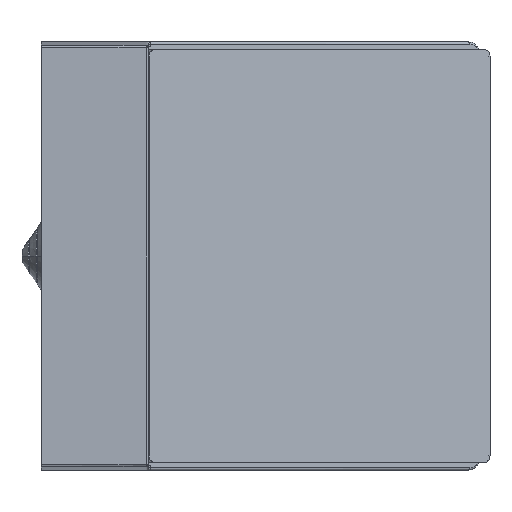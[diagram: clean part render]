
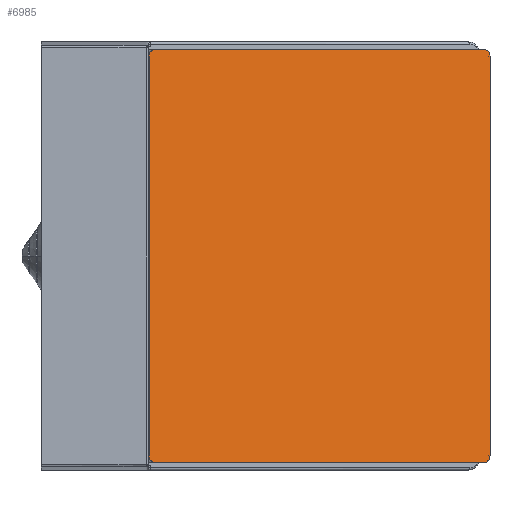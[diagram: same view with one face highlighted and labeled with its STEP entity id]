
A CAD part, front view. The second image highlights one B-rep face of the part: STEP entity #6985.
In plain terms, the highlighted planar face has unit normal (0.5, -0.866, 0).
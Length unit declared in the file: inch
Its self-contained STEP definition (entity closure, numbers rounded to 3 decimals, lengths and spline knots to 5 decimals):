
#803=CARTESIAN_POINT('',(0.04675,-0.31396,
1.83838));
#804=CARTESIAN_POINT('',(0.04675,-0.31396,
1.84454));
#805=CARTESIAN_POINT('',(0.04845,-0.31298,
1.85695));
#806=CARTESIAN_POINT('',(0.05583,-0.30872,
1.87367));
#807=CARTESIAN_POINT('',(0.06734,-0.30208,
1.88695));
#808=CARTESIAN_POINT('',(0.08182,-0.29372,
1.89547));
#809=CARTESIAN_POINT('',(0.09256,-0.28752,
1.89743));
#810=CARTESIAN_POINT('',(0.09789,-0.28444,
1.89743));
#955=CARTESIAN_POINT('',(3.12954,1.46588,-1.89743));
#956=CARTESIAN_POINT('',(3.13487,1.46896,-1.89743));
#957=CARTESIAN_POINT('',(3.14561,1.47517,-1.89547));
#958=CARTESIAN_POINT('',(3.16009,1.48353,-1.88695));
#959=CARTESIAN_POINT('',(3.1716,1.49017,-1.87367));
#960=CARTESIAN_POINT('',(3.17898,1.49443,-1.85695));
#961=CARTESIAN_POINT('',(3.18067,1.49541,-1.84454));
#962=CARTESIAN_POINT('',(3.18067,1.49541,-1.83838));
#964=DIRECTION('',(0.866,0.5,0.));
#965=VECTOR('',#964,3.50064);
#966=CARTESIAN_POINT('',(0.09789,-0.28444,
-1.89743));
#967=LINE('',#966,#965);
#968=CARTESIAN_POINT('',(0.04675,-0.31396,
-1.83838));
#969=CARTESIAN_POINT('',(0.04675,-0.31396,
-1.84454));
#970=CARTESIAN_POINT('',(0.04845,-0.31298,
-1.85694));
#971=CARTESIAN_POINT('',(0.05583,-0.30872,
-1.87366));
#972=CARTESIAN_POINT('',(0.06734,-0.30208,
-1.88695));
#973=CARTESIAN_POINT('',(0.08182,-0.29372,
-1.89547));
#974=CARTESIAN_POINT('',(0.09256,-0.28752,
-1.89743));
#975=CARTESIAN_POINT('',(0.09789,-0.28444,
-1.89743));
#977=DIRECTION('',(0.,0.,-1.));
#978=VECTOR('',#977,3.67677);
#979=CARTESIAN_POINT('',(0.04675,-0.31396,
1.83838));
#980=LINE('',#979,#978);
#981=DIRECTION('',(-0.866,-0.5,0.));
#982=VECTOR('',#981,3.50064);
#983=CARTESIAN_POINT('',(3.12954,1.46588,1.89743));
#984=LINE('',#983,#982);
#985=CARTESIAN_POINT('',(3.18067,1.49541,1.83838));
#986=CARTESIAN_POINT('',(3.18067,1.49541,1.84454));
#987=CARTESIAN_POINT('',(3.17898,1.49443,1.85695));
#988=CARTESIAN_POINT('',(3.1716,1.49017,1.87366));
#989=CARTESIAN_POINT('',(3.16009,1.48353,1.88695));
#990=CARTESIAN_POINT('',(3.14561,1.47517,1.89547));
#991=CARTESIAN_POINT('',(3.13487,1.46896,1.89743));
#992=CARTESIAN_POINT('',(3.12954,1.46588,1.89743));
#994=DIRECTION('',(0.,0.,1.));
#995=VECTOR('',#994,3.67677);
#996=CARTESIAN_POINT('',(3.18067,1.49541,-1.83838));
#997=LINE('',#996,#995);
#4454=CARTESIAN_POINT('',(3.12954,1.46588,1.89743));
#4455=VERTEX_POINT('',#4454);
#4456=CARTESIAN_POINT('',(0.09789,-0.28444,
1.89743));
#4457=VERTEX_POINT('',#4456);
#4460=CARTESIAN_POINT('',(3.18067,1.49541,1.83838));
#4461=VERTEX_POINT('',#4460);
#4462=CARTESIAN_POINT('',(3.18067,1.49541,-1.83838));
#4463=VERTEX_POINT('',#4462);
#4464=CARTESIAN_POINT('',(3.12954,1.46588,-1.89743));
#4465=VERTEX_POINT('',#4464);
#4468=CARTESIAN_POINT('',(0.09789,-0.28444,
-1.89743));
#4469=VERTEX_POINT('',#4468);
#4472=CARTESIAN_POINT('',(0.04675,-0.31396,
1.83838));
#4473=CARTESIAN_POINT('',(0.04675,-0.31396,
-1.83838));
#4474=VERTEX_POINT('',#4472);
#4475=VERTEX_POINT('',#4473);
#6967=CARTESIAN_POINT('',(0.14764,-0.25572,0.));
#6968=DIRECTION('',(0.5,-0.866,0.));
#6969=DIRECTION('',(0.,0.,1.));
#6970=AXIS2_PLACEMENT_3D('',#6967,#6968,#6969);
#6971=PLANE('',#6970);
#6973=ORIENTED_EDGE('',*,*,#6972,.F.);
#6974=ORIENTED_EDGE('',*,*,#6905,.F.);
#6975=ORIENTED_EDGE('',*,*,#6931,.F.);
#6976=ORIENTED_EDGE('',*,*,#6961,.F.);
#6977=ORIENTED_EDGE('',*,*,#6764,.T.);
#6978=ORIENTED_EDGE('',*,*,#6785,.F.);
#6980=ORIENTED_EDGE('',*,*,#6979,.F.);
#6982=ORIENTED_EDGE('',*,*,#6981,.F.);
#6983=EDGE_LOOP('',(#6973,#6974,#6975,#6976,#6977,#6978,#6980,#6982));
#6984=FACE_OUTER_BOUND('',#6983,.F.);
#6985=ADVANCED_FACE('',(#6984),#6971,.T.);
#811=B_SPLINE_CURVE_WITH_KNOTS('',3,(#803,#804,#805,#806,#807,#808,#809,#810),
.UNSPECIFIED.,.F.,.F.,(4,1,1,1,1,4),(0.,0.20003,0.40002,
0.6,0.79998,1.),.UNSPECIFIED.);
#963=B_SPLINE_CURVE_WITH_KNOTS('',3,(#955,#956,#957,#958,#959,#960,#961,#962),
.UNSPECIFIED.,.F.,.F.,(4,1,1,1,1,4),(0.,0.20002,0.4,
0.59997,0.79996,1.),.UNSPECIFIED.);
#976=B_SPLINE_CURVE_WITH_KNOTS('',3,(#968,#969,#970,#971,#972,#973,#974,#975),
.UNSPECIFIED.,.F.,.F.,(4,1,1,1,1,4),(0.,0.20002,0.4,
0.59997,0.79996,1.),.UNSPECIFIED.);
#993=B_SPLINE_CURVE_WITH_KNOTS('',3,(#985,#986,#987,#988,#989,#990,#991,#992),
.UNSPECIFIED.,.F.,.F.,(4,1,1,1,1,4),(0.,0.20002,0.4,
0.59998,0.79997,1.),.UNSPECIFIED.);
#6764=EDGE_CURVE('',#4474,#4457,#811,.T.);
#6785=EDGE_CURVE('',#4455,#4457,#984,.T.);
#6905=EDGE_CURVE('',#4469,#4465,#967,.T.);
#6931=EDGE_CURVE('',#4475,#4469,#976,.T.);
#6961=EDGE_CURVE('',#4474,#4475,#980,.T.);
#6972=EDGE_CURVE('',#4465,#4463,#963,.T.);
#6979=EDGE_CURVE('',#4461,#4455,#993,.T.);
#6981=EDGE_CURVE('',#4463,#4461,#997,.T.);
